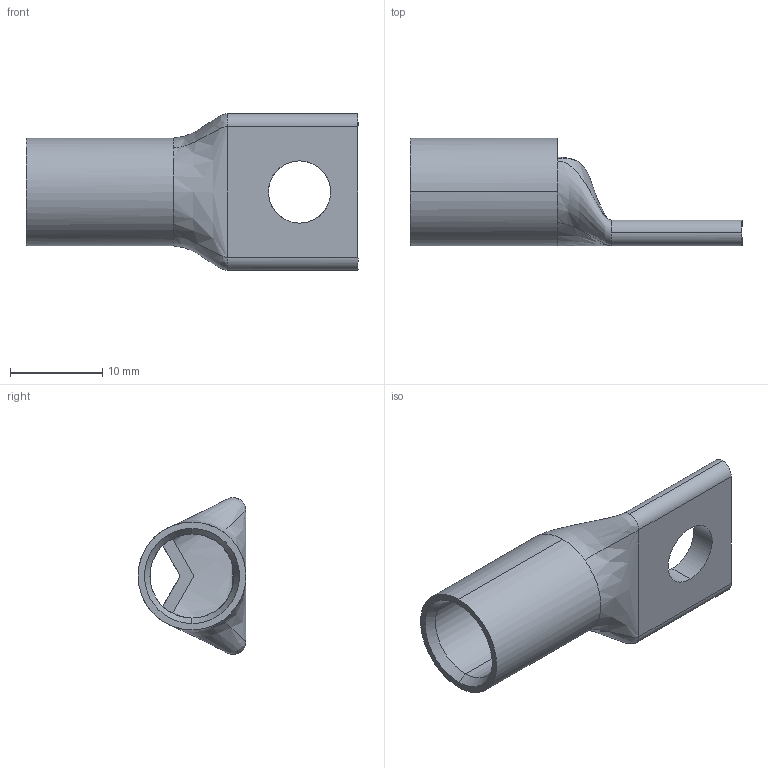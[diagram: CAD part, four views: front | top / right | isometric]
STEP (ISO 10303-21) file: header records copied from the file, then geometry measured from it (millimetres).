
FILE_DESCRIPTION (( 'STEP AP203' ), '1' );
FILE_NAME ('BLU-1S9-1.step', '2024-09-09T18:01:25', ( '' ), ( '' ), 'SwSTEP 2.0', 'SolidWorks 2023', '' );
FILE_SCHEMA (( 'CONFIG_CONTROL_DESIGN' ));
Length unit declared in the file: inch
Products named in the file (1): BLU-1S9-1
Bounding box: 36.07 x 11.71 x 17.02 mm (x, y, z)
Volume: 1463 mm3; surface area: 2144 mm2
Topology: 1 solids, 1 shells, 41 faces, 109 edges, 68 vertices
Faces by surface type: bspline 17, cylinder 11, plane 11, cone 2
Entity records: 2353 total; most frequent: CARTESIAN_POINT 1439, ORIENTED_EDGE 216, EDGE_CURVE 108, DIRECTION 103, VERTEX_POINT 68, B_SPLINE_CURVE_WITH_KNOTS 66, EDGE_LOOP 44, ADVANCED_FACE 41
